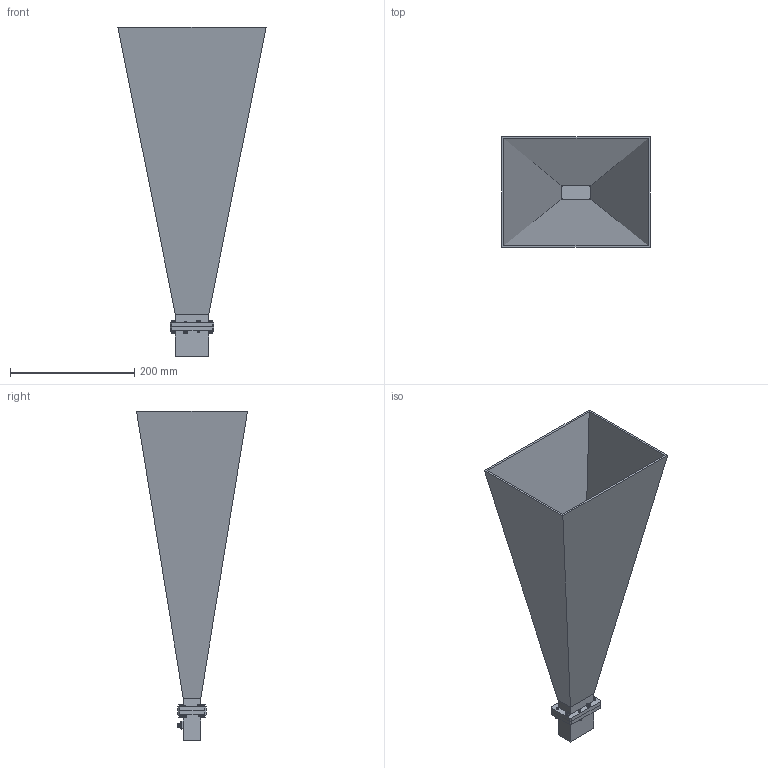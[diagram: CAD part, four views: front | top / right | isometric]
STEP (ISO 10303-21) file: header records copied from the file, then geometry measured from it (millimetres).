
FILE_DESCRIPTION (( 'STEP AP214' ), '1' );
FILE_NAME ('PEWAN187-20SF_3D.STEP', '2021-10-27T21:14:10', ( '' ), ( '' ), 'SwSTEP 2.0', 'SolidWorks 2021', '' );
FILE_SCHEMA (( 'AUTOMOTIVE_DESIGN' ));
Length unit declared in the file: inch
Products named in the file (10): 6-32SH-HXx.625_92196A150; 6-LW; PE9832; PEWAN187-20; Copy of 042-SMA CON^PE9832; PEWAN187-20SF_3D; Copy of 187-01676^PE9832; Copy of 112-N-PANEL^Copy of 042-SMA CON_PE9832; Copy of 042-SMA^Copy of 042-SMA CON_PE9832; Copy of 06142-con screw^Copy of 042-SMA CON_PE9832
Assembly tree (26 placements, depth 4):
  PEWAN187-20SF_3D
    6-32SH-HXx.625_92196A150  x8
    6-LW  x8
    PE9832
      Copy of 187-01676^PE9832
      Copy of 042-SMA CON^PE9832
        Copy of 042-SMA^Copy of 042-SMA CON_PE9832
        Copy of 06142-con screw^Copy of 042-SMA CON_PE9832  x4
        Copy of 112-N-PANEL^Copy of 042-SMA CON_PE9832
    PEWAN187-20
Bounding box: 238.63 x 178.59 x 529.75 mm (x, y, z)
Volume: 858396.6 mm3; surface area: 492421.3 mm2
Topology: 24 solids, 24 shells, 1864 faces, 4311 edges, 2520 vertices
Faces by surface type: plane 1189, cone 561, cylinder 92, bspline 22
Full cylindrical faces by diameter (mm): 0.95 x1, 2 x1, 2.7 x4, 3.454 x4, 3.7 x4, 3.75 x4, 4 x5, 4.3 x4, 4.6 x1, 5.35 x2, 6.35 x6
Entity records: 13885 total; most frequent: CARTESIAN_POINT 4573, ORIENTED_EDGE 1520, DIRECTION 1422, EDGE_CURVE 760, AXIS2_PLACEMENT_3D 549, VERTEX_POINT 490, EDGE_LOOP 452, FACE_OUTER_BOUND 379
